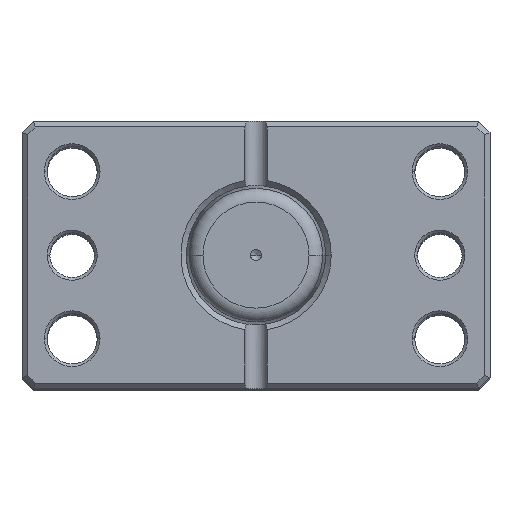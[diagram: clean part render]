
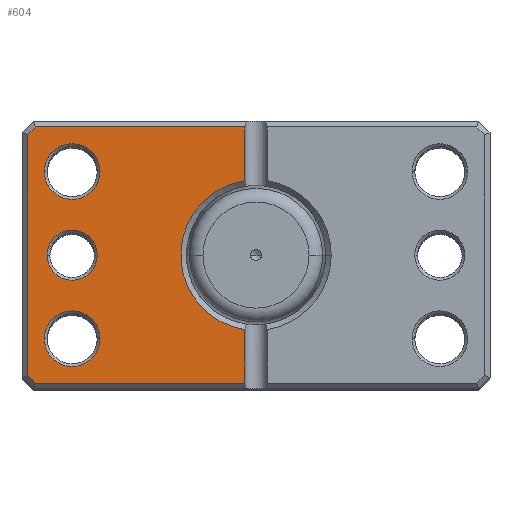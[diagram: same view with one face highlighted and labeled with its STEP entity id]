
A CAD part, top view. The second image highlights one B-rep face of the part: STEP entity #604.
In plain terms, the highlighted face is planar.
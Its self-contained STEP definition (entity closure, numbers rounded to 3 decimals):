
#57 = EDGE_CURVE ( 'NONE', #4412, #799, #5824, .T. ) ;
#69 = DIRECTION ( 'NONE',  ( 0., 0., 1. ) ) ;
#124 = PLANE ( 'NONE',  #6887 ) ;
#126 = VECTOR ( 'NONE', #3188, 1000. ) ;
#236 = EDGE_CURVE ( 'NONE', #1219, #1752, #3162, .T. ) ;
#261 = ORIENTED_EDGE ( 'NONE', *, *, #6017, .T. ) ;
#305 = CARTESIAN_POINT ( 'NONE',  ( 0., 23., 0. ) ) ;
#312 = VERTEX_POINT ( 'NONE', #3083 ) ;
#368 = AXIS2_PLACEMENT_3D ( 'NONE', #483, #4296, #1033 ) ;
#479 = CARTESIAN_POINT ( 'NONE',  ( 33., -15., 0. ) ) ;
#483 = CARTESIAN_POINT ( 'NONE',  ( 33., 0., 0. ) ) ;
#496 = VERTEX_POINT ( 'NONE', #5562 ) ;
#585 = DIRECTION ( 'NONE',  ( 1., 0., 0. ) ) ;
#604 = ADVANCED_FACE ( 'NONE', ( #5469, #4183, #2900, #4011 ), #124, .F. ) ;
#624 = CARTESIAN_POINT ( 'NONE',  ( 0., 0., 0. ) ) ;
#799 = VERTEX_POINT ( 'NONE', #3590 ) ;
#890 = VECTOR ( 'NONE', #3250, 1000. ) ;
#925 = EDGE_CURVE ( 'NONE', #496, #5512, #2124, .T. ) ;
#927 = CARTESIAN_POINT ( 'NONE',  ( 31.293, 31.293, 0. ) ) ;
#973 = VERTEX_POINT ( 'NONE', #6826 ) ;
#1027 = DIRECTION ( 'NONE',  ( 1., 0., 0. ) ) ;
#1033 = DIRECTION ( 'NONE',  ( 1., 0., 0. ) ) ;
#1135 = EDGE_CURVE ( 'NONE', #1752, #1219, #3472, .T. ) ;
#1183 = AXIS2_PLACEMENT_3D ( 'NONE', #5837, #2575, #6364 ) ;
#1219 = VERTEX_POINT ( 'NONE', #5848 ) ;
#1228 = EDGE_CURVE ( 'NONE', #2967, #4855, #5709, .T. ) ;
#1230 = EDGE_LOOP ( 'NONE', ( #3669, #2122 ) ) ;
#1232 = CARTESIAN_POINT ( 'NONE',  ( 28., 15., 0. ) ) ;
#1248 = EDGE_LOOP ( 'NONE', ( #261, #5208 ) ) ;
#1426 = EDGE_CURVE ( 'NONE', #5599, #312, #3759, .T. ) ;
#1433 = CARTESIAN_POINT ( 'NONE',  ( 41., -21.586, 0. ) ) ;
#1455 = ORIENTED_EDGE ( 'NONE', *, *, #1827, .T. ) ;
#1641 = LINE ( 'NONE', #1807, #2588 ) ;
#1656 = VERTEX_POINT ( 'NONE', #3287 ) ;
#1723 = AXIS2_PLACEMENT_3D ( 'NONE', #6501, #5425, #5449 ) ;
#1752 = VERTEX_POINT ( 'NONE', #1232 ) ;
#1807 = CARTESIAN_POINT ( 'NONE',  ( 2., 24., 0. ) ) ;
#1827 = EDGE_CURVE ( 'NONE', #973, #5621, #6467, .T. ) ;
#2122 = ORIENTED_EDGE ( 'NONE', *, *, #236, .T. ) ;
#2124 = LINE ( 'NONE', #4732, #3390 ) ;
#2300 = VECTOR ( 'NONE', #585, 1000. ) ;
#2444 = VECTOR ( 'NONE', #4731, 1000. ) ;
#2575 = DIRECTION ( 'NONE',  ( 0., 0., 1. ) ) ;
#2588 = VECTOR ( 'NONE', #6712, 1000. ) ;
#2599 = CARTESIAN_POINT ( 'NONE',  ( 2., 23., 0. ) ) ;
#2806 = CARTESIAN_POINT ( 'NONE',  ( 0., -23., 0. ) ) ;
#2900 = FACE_BOUND ( 'NONE', #1230, .T. ) ;
#2920 = ORIENTED_EDGE ( 'NONE', *, *, #5171, .T. ) ;
#2967 = VERTEX_POINT ( 'NONE', #6506 ) ;
#3020 = CIRCLE ( 'NONE', #368, 4.5 ) ;
#3077 = CARTESIAN_POINT ( 'NONE',  ( 2., -23., 0. ) ) ;
#3083 = CARTESIAN_POINT ( 'NONE',  ( 39.586, 23., 0. ) ) ;
#3086 = ORIENTED_EDGE ( 'NONE', *, *, #925, .T. ) ;
#3097 = ORIENTED_EDGE ( 'NONE', *, *, #57, .T. ) ;
#3162 = CIRCLE ( 'NONE', #3359, 5. ) ;
#3188 = DIRECTION ( 'NONE',  ( -0.707, -0.707, 0. ) ) ;
#3247 = DIRECTION ( 'NONE',  ( 1., 0., 0. ) ) ;
#3250 = DIRECTION ( 'NONE',  ( 0., 1., 0. ) ) ;
#3287 = CARTESIAN_POINT ( 'NONE',  ( 28., -15., 0. ) ) ;
#3339 = DIRECTION ( 'NONE',  ( 1., 0., 0. ) ) ;
#3359 = AXIS2_PLACEMENT_3D ( 'NONE', #6208, #6253, #6404 ) ;
#3390 = VECTOR ( 'NONE', #4625, 1000. ) ;
#3397 = CARTESIAN_POINT ( 'NONE',  ( 0., 0., 0. ) ) ;
#3402 = EDGE_CURVE ( 'NONE', #6234, #1656, #4680, .T. ) ;
#3472 = CIRCLE ( 'NONE', #1723, 5. ) ;
#3491 = DIRECTION ( 'NONE',  ( 1., 0., 0. ) ) ;
#3517 = DIRECTION ( 'NONE',  ( 0., 0., 1. ) ) ;
#3590 = CARTESIAN_POINT ( 'NONE',  ( 37.5, 0., 0. ) ) ;
#3669 = ORIENTED_EDGE ( 'NONE', *, *, #1135, .T. ) ;
#3759 = LINE ( 'NONE', #305, #2300 ) ;
#3833 = ORIENTED_EDGE ( 'NONE', *, *, #6073, .T. ) ;
#4011 = FACE_OUTER_BOUND ( 'NONE', #6164, .T. ) ;
#4183 = FACE_BOUND ( 'NONE', #1248, .T. ) ;
#4208 = EDGE_CURVE ( 'NONE', #312, #496, #5350, .T. ) ;
#4209 = ORIENTED_EDGE ( 'NONE', *, *, #5155, .T. ) ;
#4236 = AXIS2_PLACEMENT_3D ( 'NONE', #6497, #6523, #3247 ) ;
#4257 = VECTOR ( 'NONE', #4903, 1000. ) ;
#4290 = DIRECTION ( 'NONE',  ( 0., 0., 1. ) ) ;
#4291 = CIRCLE ( 'NONE', #4336, 5. ) ;
#4296 = DIRECTION ( 'NONE',  ( 0., 0., 1. ) ) ;
#4336 = AXIS2_PLACEMENT_3D ( 'NONE', #479, #4290, #1027 ) ;
#4412 = VERTEX_POINT ( 'NONE', #5354 ) ;
#4473 = LINE ( 'NONE', #7010, #126 ) ;
#4625 = DIRECTION ( 'NONE',  ( 0., -1., 0. ) ) ;
#4680 = CIRCLE ( 'NONE', #1183, 5. ) ;
#4731 = DIRECTION ( 'NONE',  ( 0.707, -0.707, 0. ) ) ;
#4732 = CARTESIAN_POINT ( 'NONE',  ( 41., 0., 0. ) ) ;
#4855 = VERTEX_POINT ( 'NONE', #3077 ) ;
#4903 = DIRECTION ( 'NONE',  ( -1., 0., 0. ) ) ;
#5155 = EDGE_CURVE ( 'NONE', #799, #4412, #3020, .T. ) ;
#5171 = EDGE_CURVE ( 'NONE', #5512, #2967, #4473, .T. ) ;
#5208 = ORIENTED_EDGE ( 'NONE', *, *, #3402, .T. ) ;
#5237 = LINE ( 'NONE', #5951, #890 ) ;
#5350 = LINE ( 'NONE', #927, #2444 ) ;
#5354 = CARTESIAN_POINT ( 'NONE',  ( 28.5, 0., 0. ) ) ;
#5425 = DIRECTION ( 'NONE',  ( 0., 0., 1. ) ) ;
#5449 = DIRECTION ( 'NONE',  ( 1., 0., 0. ) ) ;
#5469 = FACE_BOUND ( 'NONE', #6596, .T. ) ;
#5496 = CARTESIAN_POINT ( 'NONE',  ( 2., 13.351, 0. ) ) ;
#5512 = VERTEX_POINT ( 'NONE', #1433 ) ;
#5562 = CARTESIAN_POINT ( 'NONE',  ( 41., 21.586, 0. ) ) ;
#5581 = ORIENTED_EDGE ( 'NONE', *, *, #1228, .T. ) ;
#5599 = VERTEX_POINT ( 'NONE', #2599 ) ;
#5621 = VERTEX_POINT ( 'NONE', #5496 ) ;
#5709 = LINE ( 'NONE', #2806, #4257 ) ;
#5761 = EDGE_CURVE ( 'NONE', #4855, #973, #1641, .T. ) ;
#5824 = CIRCLE ( 'NONE', #4236, 4.5 ) ;
#5833 = ORIENTED_EDGE ( 'NONE', *, *, #4208, .T. ) ;
#5837 = CARTESIAN_POINT ( 'NONE',  ( 33., -15., 0. ) ) ;
#5848 = CARTESIAN_POINT ( 'NONE',  ( 38., 15., 0. ) ) ;
#5951 = CARTESIAN_POINT ( 'NONE',  ( 2., 24., 0. ) ) ;
#6017 = EDGE_CURVE ( 'NONE', #1656, #6234, #4291, .T. ) ;
#6073 = EDGE_CURVE ( 'NONE', #5621, #5599, #5237, .T. ) ;
#6123 = AXIS2_PLACEMENT_3D ( 'NONE', #624, #69, #3339 ) ;
#6164 = EDGE_LOOP ( 'NONE', ( #6470, #1455, #3833, #6331, #5833, #3086, #2920, #5581 ) ) ;
#6208 = CARTESIAN_POINT ( 'NONE',  ( 33., 15., 0. ) ) ;
#6234 = VERTEX_POINT ( 'NONE', #6316 ) ;
#6253 = DIRECTION ( 'NONE',  ( 0., 0., 1. ) ) ;
#6316 = CARTESIAN_POINT ( 'NONE',  ( 38., -15., 0. ) ) ;
#6331 = ORIENTED_EDGE ( 'NONE', *, *, #1426, .T. ) ;
#6364 = DIRECTION ( 'NONE',  ( 1., 0., 0. ) ) ;
#6404 = DIRECTION ( 'NONE',  ( 1., 0., 0. ) ) ;
#6467 = CIRCLE ( 'NONE', #6123, 13.5 ) ;
#6470 = ORIENTED_EDGE ( 'NONE', *, *, #5761, .T. ) ;
#6497 = CARTESIAN_POINT ( 'NONE',  ( 33., 0., 0. ) ) ;
#6501 = CARTESIAN_POINT ( 'NONE',  ( 33., 15., 0. ) ) ;
#6506 = CARTESIAN_POINT ( 'NONE',  ( 39.586, -23., 0. ) ) ;
#6523 = DIRECTION ( 'NONE',  ( 0., 0., 1. ) ) ;
#6596 = EDGE_LOOP ( 'NONE', ( #3097, #4209 ) ) ;
#6712 = DIRECTION ( 'NONE',  ( 0., 1., 0. ) ) ;
#6826 = CARTESIAN_POINT ( 'NONE',  ( 2., -13.351, 0. ) ) ;
#6887 = AXIS2_PLACEMENT_3D ( 'NONE', #3397, #3517, #3491 ) ;
#7010 = CARTESIAN_POINT ( 'NONE',  ( 31.293, -31.293, 0. ) ) ;
